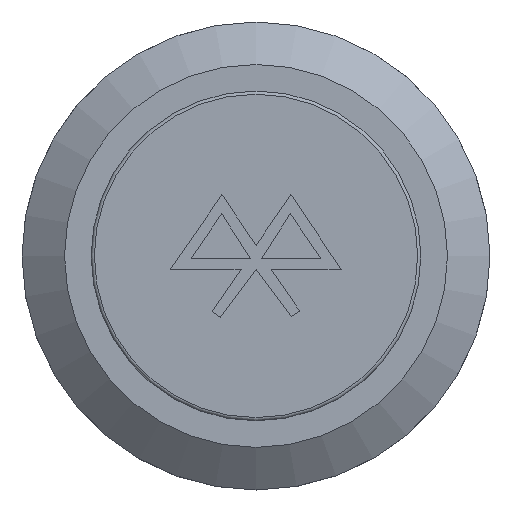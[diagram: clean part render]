
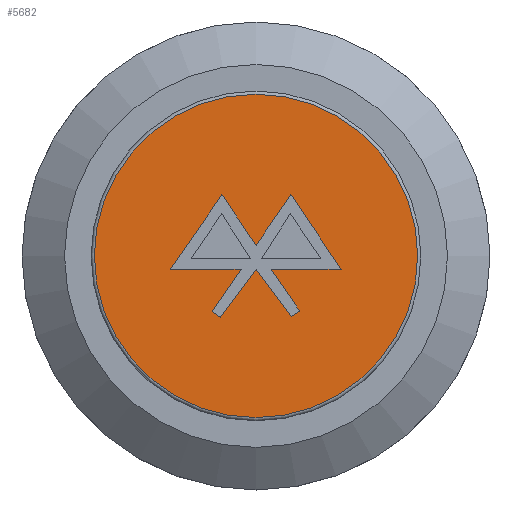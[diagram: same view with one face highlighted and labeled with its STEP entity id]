
A CAD part, top view. The second image highlights one B-rep face of the part: STEP entity #5682.
In plain terms, the highlighted planar face has unit normal (0, 0, 1).
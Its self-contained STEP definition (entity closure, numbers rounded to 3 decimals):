
#211=CIRCLE('',#6005,7.6);
#212=CIRCLE('',#6006,7.6);
#387=FACE_BOUND('',#733,.T.);
#428=FACE_OUTER_BOUND('',#732,.T.);
#732=EDGE_LOOP('',(#3751,#3752));
#733=EDGE_LOOP('',(#3753,#3754,#3755,#3756,#3757,#3758,#3759,#3760,#3761,
#3762,#3763,#3764));
#1073=LINE('',#7902,#1676);
#1074=LINE('',#7904,#1677);
#1075=LINE('',#7906,#1678);
#1076=LINE('',#7908,#1679);
#1077=LINE('',#7910,#1680);
#1078=LINE('',#7912,#1681);
#1079=LINE('',#7914,#1682);
#1080=LINE('',#7916,#1683);
#1081=LINE('',#7918,#1684);
#1082=LINE('',#7920,#1685);
#1083=LINE('',#7922,#1686);
#1084=LINE('',#7923,#1687);
#1676=VECTOR('',#6437,10.);
#1677=VECTOR('',#6438,10.);
#1678=VECTOR('',#6439,10.);
#1679=VECTOR('',#6440,10.);
#1680=VECTOR('',#6441,10.);
#1681=VECTOR('',#6442,10.);
#1682=VECTOR('',#6443,10.);
#1683=VECTOR('',#6444,10.);
#1684=VECTOR('',#6445,10.);
#1685=VECTOR('',#6446,10.);
#1686=VECTOR('',#6447,10.);
#1687=VECTOR('',#6448,10.);
#2279=VERTEX_POINT('',#7900);
#2280=VERTEX_POINT('',#7901);
#2281=VERTEX_POINT('',#7903);
#2282=VERTEX_POINT('',#7905);
#2283=VERTEX_POINT('',#7907);
#2284=VERTEX_POINT('',#7909);
#2285=VERTEX_POINT('',#7911);
#2286=VERTEX_POINT('',#7913);
#2287=VERTEX_POINT('',#7915);
#2288=VERTEX_POINT('',#7917);
#2289=VERTEX_POINT('',#7919);
#2290=VERTEX_POINT('',#7921);
#2297=VERTEX_POINT('',#7937);
#2298=VERTEX_POINT('',#7938);
#2860=EDGE_CURVE('',#2279,#2280,#1073,.T.);
#2861=EDGE_CURVE('',#2281,#2279,#1074,.T.);
#2862=EDGE_CURVE('',#2282,#2281,#1075,.T.);
#2863=EDGE_CURVE('',#2283,#2282,#1076,.T.);
#2864=EDGE_CURVE('',#2284,#2283,#1077,.T.);
#2865=EDGE_CURVE('',#2285,#2284,#1078,.T.);
#2866=EDGE_CURVE('',#2286,#2285,#1079,.T.);
#2867=EDGE_CURVE('',#2287,#2286,#1080,.T.);
#2868=EDGE_CURVE('',#2288,#2287,#1081,.T.);
#2869=EDGE_CURVE('',#2289,#2288,#1082,.T.);
#2870=EDGE_CURVE('',#2290,#2289,#1083,.T.);
#2871=EDGE_CURVE('',#2280,#2290,#1084,.T.);
#2878=EDGE_CURVE('',#2297,#2298,#211,.T.);
#2879=EDGE_CURVE('',#2298,#2297,#212,.T.);
#3751=ORIENTED_EDGE('',*,*,#2878,.F.);
#3752=ORIENTED_EDGE('',*,*,#2879,.F.);
#3753=ORIENTED_EDGE('',*,*,#2865,.T.);
#3754=ORIENTED_EDGE('',*,*,#2864,.T.);
#3755=ORIENTED_EDGE('',*,*,#2863,.T.);
#3756=ORIENTED_EDGE('',*,*,#2862,.T.);
#3757=ORIENTED_EDGE('',*,*,#2861,.T.);
#3758=ORIENTED_EDGE('',*,*,#2860,.T.);
#3759=ORIENTED_EDGE('',*,*,#2871,.T.);
#3760=ORIENTED_EDGE('',*,*,#2870,.T.);
#3761=ORIENTED_EDGE('',*,*,#2869,.T.);
#3762=ORIENTED_EDGE('',*,*,#2868,.T.);
#3763=ORIENTED_EDGE('',*,*,#2867,.T.);
#3764=ORIENTED_EDGE('',*,*,#2866,.T.);
#5480=PLANE('',#6004);
#5682=ADVANCED_FACE('',(#428,#387),#5480,.T.);
#6004=AXIS2_PLACEMENT_3D('',#7936,#6455,#6456);
#6005=AXIS2_PLACEMENT_3D('',#7939,#6457,#6458);
#6006=AXIS2_PLACEMENT_3D('',#7940,#6459,#6460);
#6437=DIRECTION('',(-0.8,0.6,0.));
#6438=DIRECTION('',(-0.595,-0.803,0.));
#6439=DIRECTION('',(-0.595,0.803,0.));
#6440=DIRECTION('',(-0.846,-0.533,0.));
#6441=DIRECTION('',(0.564,-0.826,0.));
#6442=DIRECTION('',(-1.,0.,0.));
#6443=DIRECTION('',(0.558,-0.83,0.));
#6444=DIRECTION('',(0.567,0.824,0.));
#6445=DIRECTION('',(0.563,-0.827,0.));
#6446=DIRECTION('',(0.571,0.821,0.));
#6447=DIRECTION('',(-1.,0.,0.));
#6448=DIRECTION('',(0.565,0.825,0.));
#6455=DIRECTION('center_axis',(0.,0.,
1.));
#6456=DIRECTION('ref_axis',(0.,1.,0.));
#6457=DIRECTION('center_axis',(0.,0.,
-1.));
#6458=DIRECTION('ref_axis',(0.,-1.,0.));
#6459=DIRECTION('center_axis',(0.,0.,
-1.));
#6460=DIRECTION('ref_axis',(0.,-1.,0.));
#7900=CARTESIAN_POINT('',(-1.689,-2.903,2.));
#7901=CARTESIAN_POINT('',(-2.066,-2.62,2.));
#7902=CARTESIAN_POINT('',(-2.034,-2.644,2.));
#7903=CARTESIAN_POINT('',(0.007,-0.614,2.));
#7904=CARTESIAN_POINT('',(-0.695,-1.562,2.));
#7905=CARTESIAN_POINT('',(1.659,-2.844,2.));
#7906=CARTESIAN_POINT('',(-0.141,-0.414,2.));
#7907=CARTESIAN_POINT('',(2.057,-2.593,2.));
#7908=CARTESIAN_POINT('',(1.706,-2.813,2.));
#7909=CARTESIAN_POINT('',(0.715,-0.629,2.));
#7910=CARTESIAN_POINT('',(1.126,-1.23,2.));
#7911=CARTESIAN_POINT('',(4.004,-0.629,2.));
#7912=CARTESIAN_POINT('',(0.357,-0.629,2.));
#7913=CARTESIAN_POINT('',(1.644,2.884,2.));
#7914=CARTESIAN_POINT('',(3.236,0.514,2.));
#7915=CARTESIAN_POINT('',(0.007,0.508,2.));
#7916=CARTESIAN_POINT('',(0.706,1.522,2.));
#7917=CARTESIAN_POINT('',(-1.601,2.87,2.));
#7918=CARTESIAN_POINT('',(0.124,0.336,2.));
#7919=CARTESIAN_POINT('',(-4.034,-0.629,2.));
#7920=CARTESIAN_POINT('',(-2.012,2.278,2.));
#7921=CARTESIAN_POINT('',(-0.701,-0.629,2.));
#7922=CARTESIAN_POINT('',(-2.017,-0.629,2.));
#7923=CARTESIAN_POINT('',(-0.442,-0.252,2.));
#7936=CARTESIAN_POINT('Origin',(0.,0.,
2.));
#7937=CARTESIAN_POINT('',(0.,7.6,2.));
#7938=CARTESIAN_POINT('',(0.,-7.6,2.));
#7939=CARTESIAN_POINT('Origin',(0.,0.,
2.));
#7940=CARTESIAN_POINT('Origin',(0.,0.,
2.));
